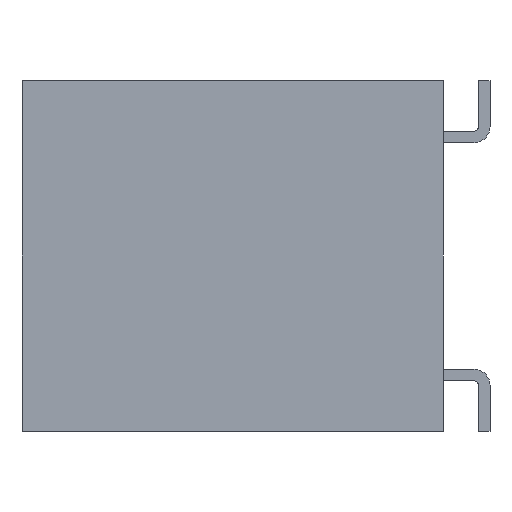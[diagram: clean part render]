
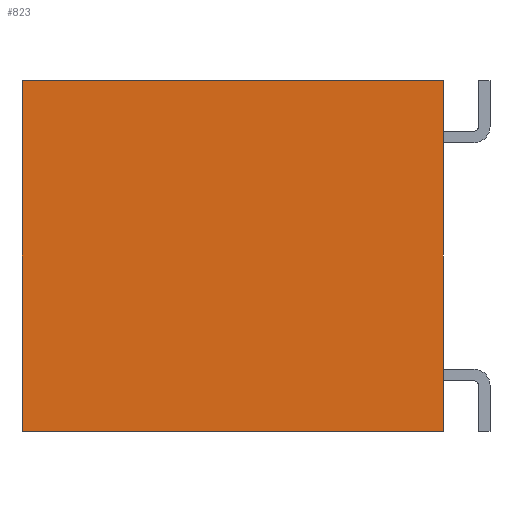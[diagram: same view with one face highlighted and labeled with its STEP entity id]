
A CAD part, left-side view. The second image highlights one B-rep face of the part: STEP entity #823.
In plain terms, the highlighted planar face has unit normal (-1, 0, 0).
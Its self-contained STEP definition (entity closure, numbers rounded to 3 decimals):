
#32 = ORIENTED_EDGE ( 'NONE', *, *, #140, .T. ) ;
#49 = EDGE_CURVE ( 'NONE', #368, #1193, #2016, .T. ) ;
#67 = AXIS2_PLACEMENT_3D ( 'NONE', #2535, #2049, #1828 ) ;
#69 = DIRECTION ( 'NONE',  ( 0., 0., -1. ) ) ;
#139 = VECTOR ( 'NONE', #233, 1000. ) ;
#140 = EDGE_CURVE ( 'NONE', #1478, #368, #2275, .T. ) ;
#233 = DIRECTION ( 'NONE',  ( 0., -1., 0. ) ) ;
#257 = EDGE_CURVE ( 'NONE', #1478, #491, #1312, .T. ) ;
#304 = PLANE ( 'NONE',  #67 ) ;
#358 = CARTESIAN_POINT ( 'NONE',  ( -7.5, 10., 3.75 ) ) ;
#368 = VERTEX_POINT ( 'NONE', #2524 ) ;
#391 = LINE ( 'NONE', #1086, #584 ) ;
#491 = VERTEX_POINT ( 'NONE', #2343 ) ;
#584 = VECTOR ( 'NONE', #69, 1000. ) ;
#823 = ADVANCED_FACE ( 'NONE', ( #2768 ), #304, .F. ) ;
#919 = EDGE_LOOP ( 'NONE', ( #2325, #1827, #2021, #32 ) ) ;
#1086 = CARTESIAN_POINT ( 'NONE',  ( -7.5, 1., 3.75 ) ) ;
#1193 = VERTEX_POINT ( 'NONE', #2782 ) ;
#1227 = EDGE_CURVE ( 'NONE', #491, #1193, #391, .T. ) ;
#1312 = LINE ( 'NONE', #2241, #139 ) ;
#1354 = VECTOR ( 'NONE', #1524, 1000. ) ;
#1478 = VERTEX_POINT ( 'NONE', #1796 ) ;
#1524 = DIRECTION ( 'NONE',  ( 0., -1., 0. ) ) ;
#1620 = DIRECTION ( 'NONE',  ( 0., 0., -1. ) ) ;
#1796 = CARTESIAN_POINT ( 'NONE',  ( -7.5, 10., 3.75 ) ) ;
#1827 = ORIENTED_EDGE ( 'NONE', *, *, #1227, .F. ) ;
#1828 = DIRECTION ( 'NONE',  ( 0., 1., 0. ) ) ;
#2016 = LINE ( 'NONE', #2741, #1354 ) ;
#2021 = ORIENTED_EDGE ( 'NONE', *, *, #257, .F. ) ;
#2049 = DIRECTION ( 'NONE',  ( 1., 0., 0. ) ) ;
#2169 = VECTOR ( 'NONE', #1620, 1000. ) ;
#2241 = CARTESIAN_POINT ( 'NONE',  ( -7.5, 1., 3.75 ) ) ;
#2275 = LINE ( 'NONE', #358, #2169 ) ;
#2325 = ORIENTED_EDGE ( 'NONE', *, *, #49, .T. ) ;
#2343 = CARTESIAN_POINT ( 'NONE',  ( -7.5, 1., 3.75 ) ) ;
#2524 = CARTESIAN_POINT ( 'NONE',  ( -7.5, 10., -3.75 ) ) ;
#2535 = CARTESIAN_POINT ( 'NONE',  ( -7.5, 1., 3.75 ) ) ;
#2741 = CARTESIAN_POINT ( 'NONE',  ( -7.5, 1., -3.75 ) ) ;
#2768 = FACE_OUTER_BOUND ( 'NONE', #919, .T. ) ;
#2782 = CARTESIAN_POINT ( 'NONE',  ( -7.5, 1., -3.75 ) ) ;
